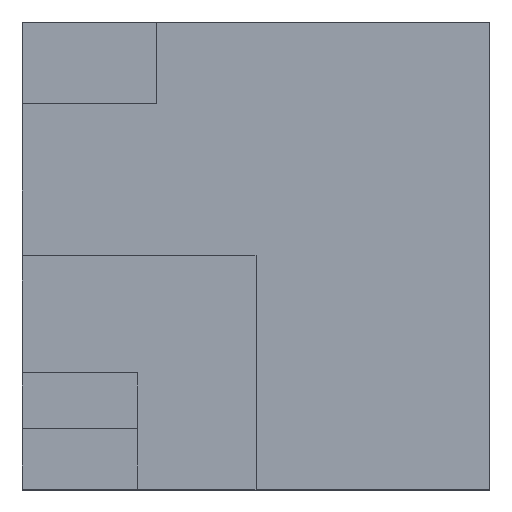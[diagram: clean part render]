
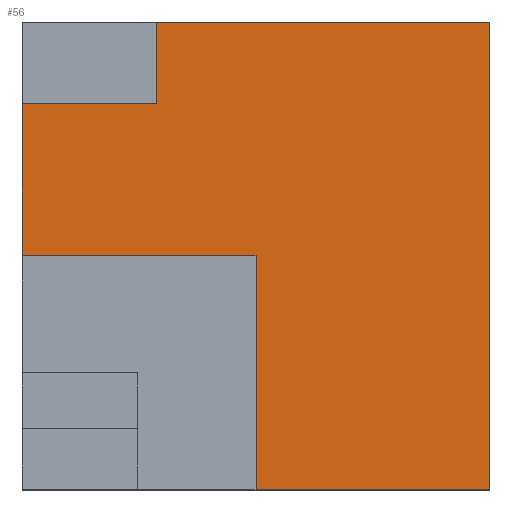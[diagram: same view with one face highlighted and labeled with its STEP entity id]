
A CAD part, top view. The second image highlights one B-rep face of the part: STEP entity #56.
In plain terms, the highlighted planar face has unit normal (0, 0, 1).
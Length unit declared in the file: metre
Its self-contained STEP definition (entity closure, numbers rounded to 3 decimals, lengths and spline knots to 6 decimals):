
#56=ADVANCED_FACE('0:10483',(#80),#81,.T.);
#80=FACE_OUTER_BOUND('',#115,.T.);
#81=PLANE('',#116);
#115=EDGE_LOOP('',(#185,#186,#187,#188,#189,#190,#191,#192));
#116=AXIS2_PLACEMENT_3D('',#193,#194,#195);
#185=ORIENTED_EDGE('',*,*,#287,.F.);
#186=ORIENTED_EDGE('',*,*,#284,.F.);
#187=ORIENTED_EDGE('',*,*,#295,.F.);
#188=ORIENTED_EDGE('',*,*,#304,.T.);
#189=ORIENTED_EDGE('',*,*,#305,.T.);
#190=ORIENTED_EDGE('',*,*,#306,.F.);
#191=ORIENTED_EDGE('',*,*,#307,.F.);
#192=ORIENTED_EDGE('',*,*,#301,.F.);
#193=CARTESIAN_POINT('',(0.0,0.0,0.28663));
#194=DIRECTION('',(0.0,0.0,1.0));
#195=DIRECTION('',(1.0,0.0,0.0));
#284=EDGE_CURVE('0:13031',#330,#332,#333,.T.);
#287=EDGE_CURVE('0:13021',#332,#337,#338,.T.);
#295=EDGE_CURVE('0:10496',#351,#330,#353,.T.);
#301=EDGE_CURVE('0:10509',#337,#362,#363,.T.);
#304=EDGE_CURVE('0:6552',#351,#367,#368,.T.);
#305=EDGE_CURVE('0:6542',#367,#369,#370,.T.);
#306=EDGE_CURVE('0:3362',#371,#369,#372,.T.);
#307=EDGE_CURVE('0:3299',#362,#371,#373,.T.);
#330=VERTEX_POINT('',#406);
#332=VERTEX_POINT('',#409);
#333=LINE('',#410,#411);
#337=VERTEX_POINT('',#417);
#338=LINE('',#418,#419);
#351=VERTEX_POINT('',#438);
#353=LINE('',#441,#442);
#362=VERTEX_POINT('',#456);
#363=LINE('',#457,#458);
#367=VERTEX_POINT('',#464);
#368=LINE('',#465,#466);
#369=VERTEX_POINT('',#467);
#370=LINE('',#468,#469);
#371=VERTEX_POINT('',#470);
#372=LINE('',#471,#472);
#373=LINE('',#473,#474);
#406=CARTESIAN_POINT('',(-0.01,-0.164,0.28663));
#409=CARTESIAN_POINT('',(0.278,-0.164,0.28663));
#410=CARTESIAN_POINT('',(-0.01,-0.164,0.28663));
#411=VECTOR('',#524,1.0);
#417=CARTESIAN_POINT('',(0.278,0.01,0.28663));
#418=CARTESIAN_POINT('',(0.278,-0.164,0.28663));
#419=VECTOR('',#527,1.0);
#438=CARTESIAN_POINT('',(-0.01,-0.49,0.28663));
#441=CARTESIAN_POINT('',(-0.01,-0.99,0.28663));
#442=VECTOR('',#535,1.0);
#456=CARTESIAN_POINT('',(0.99,0.01,0.28663));
#457=CARTESIAN_POINT('',(-0.01,0.01,0.28663));
#458=VECTOR('',#541,1.0);
#464=CARTESIAN_POINT('',(0.49,-0.49,0.28663));
#465=CARTESIAN_POINT('',(-0.01,-0.49,0.28663));
#466=VECTOR('',#544,1.0);
#467=CARTESIAN_POINT('',(0.49,-0.99,0.28663));
#468=CARTESIAN_POINT('',(0.49,-0.49,0.28663));
#469=VECTOR('',#545,1.0);
#470=CARTESIAN_POINT('',(0.99,-0.99,0.28663));
#471=CARTESIAN_POINT('',(0.99,-0.99,0.28663));
#472=VECTOR('',#546,1.0);
#473=CARTESIAN_POINT('',(0.99,0.01,0.28663));
#474=VECTOR('',#547,1.0);
#524=DIRECTION('',(1.0,0.0,0.0));
#527=DIRECTION('',(0.0,1.0,0.0));
#535=DIRECTION('',(0.0,1.0,0.0));
#541=DIRECTION('',(1.0,0.0,0.0));
#544=DIRECTION('',(1.0,0.0,0.0));
#545=DIRECTION('',(0.0,-1.0,0.0));
#546=DIRECTION('',(-1.0,0.0,0.0));
#547=DIRECTION('',(0.0,-1.0,0.0));
